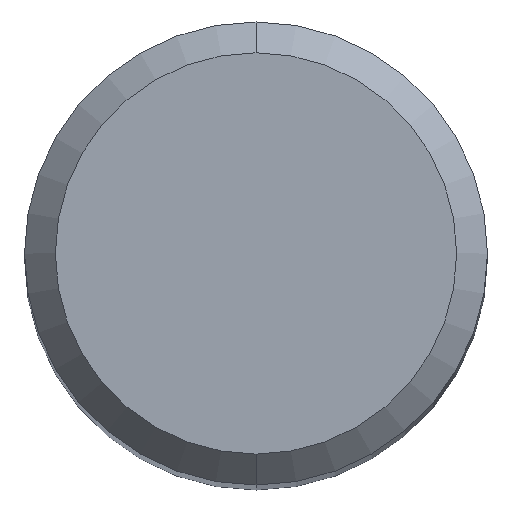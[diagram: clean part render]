
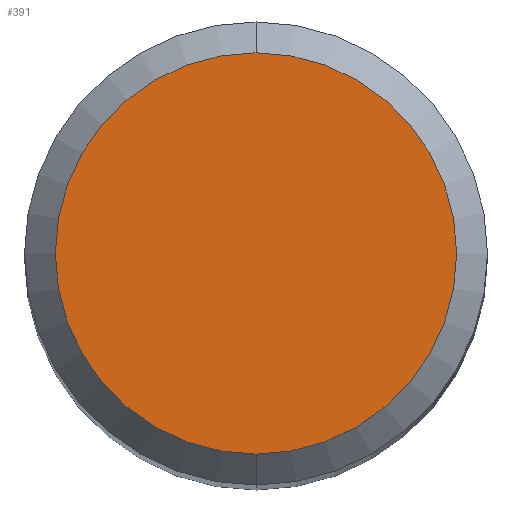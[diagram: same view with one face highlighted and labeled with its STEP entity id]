
A CAD part, top view. The second image highlights one B-rep face of the part: STEP entity #391.
In plain terms, the highlighted planar face has unit normal (0, 0, 1).
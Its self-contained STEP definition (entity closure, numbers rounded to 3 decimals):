
#291=EDGE_CURVE('',#319,#361,#611,.T.);
#319=VERTEX_POINT('',#643);
#361=VERTEX_POINT('',#690);
#391=ADVANCED_FACE('',(#722),#723,.T.);
#419=EDGE_CURVE('',#361,#319,#753,.T.);
#611=CIRCLE('',#1076,2.6);
#643=CARTESIAN_POINT('',(0.,-2.6,0.0));
#690=CARTESIAN_POINT('',(0.0,2.6,0.0));
#722=FACE_OUTER_BOUND('',#1295,.T.);
#723=PLANE('',#1296);
#753=CIRCLE('',#1354,2.6);
#1076=AXIS2_PLACEMENT_3D('',#1602,#1603,#1604);
#1295=EDGE_LOOP('',(#1733,#1734));
#1296=AXIS2_PLACEMENT_3D('',#1735,#1736,#1737);
#1354=AXIS2_PLACEMENT_3D('',#1771,#1772,#1773);
#1602=CARTESIAN_POINT('',(0.0,0.0,0.0));
#1603=DIRECTION('',(0.0,0.0,-1.0));
#1604=DIRECTION('',(0.0,1.0,0.0));
#1733=ORIENTED_EDGE('',*,*,#419,.F.);
#1734=ORIENTED_EDGE('',*,*,#291,.F.);
#1735=CARTESIAN_POINT('',(0.0,1.3,0.0));
#1736=DIRECTION('',(-0.0,0.0,1.0));
#1737=DIRECTION('',(0.0,-1.0,0.0));
#1771=CARTESIAN_POINT('',(0.0,0.0,0.0));
#1772=DIRECTION('',(0.0,0.0,-1.0));
#1773=DIRECTION('',(0.0,1.0,0.0));
